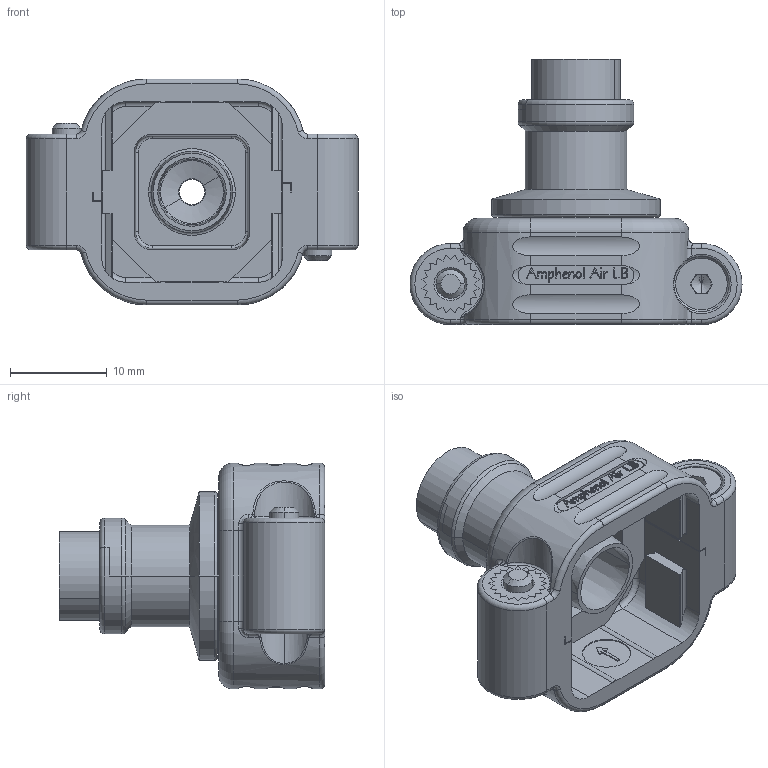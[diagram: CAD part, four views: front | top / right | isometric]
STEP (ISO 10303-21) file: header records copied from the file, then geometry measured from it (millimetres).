
FILE_DESCRIPTION((''),'2;1');
FILE_NAME('SIM2B2A25','2020-01-20T',('presta_be4'),(''),'CREO PARAMETRIC BY PTC INC, 2018360','CREO PARAMETRIC BY PTC INC, 2018360','');
FILE_SCHEMA(('CONFIG_CONTROL_DESIGN'));
Length unit declared in the file: millimetre
Products named in the file (1): SIM2B2A25
Bounding box: 34.4 x 27.5 x 23.4 mm (x, y, z)
Volume: 4358.9 mm3; surface area: 5458.6 mm2
Topology: 1 solids, 3 shells, 1138 faces, 3054 edges, 1958 vertices
Faces by surface type: plane 442, extrusion 322, cylinder 208, torus 88, cone 44, bspline 34
Entity records: 42753 total; most frequent: CARTESIAN_POINT 15419, ORIENTED_EDGE 6100, DIRECTION 4766, EDGE_CURVE 3050, VECTOR 1978, VERTEX_POINT 1958, LINE 1656, AXIS2_PLACEMENT_3D 1394
